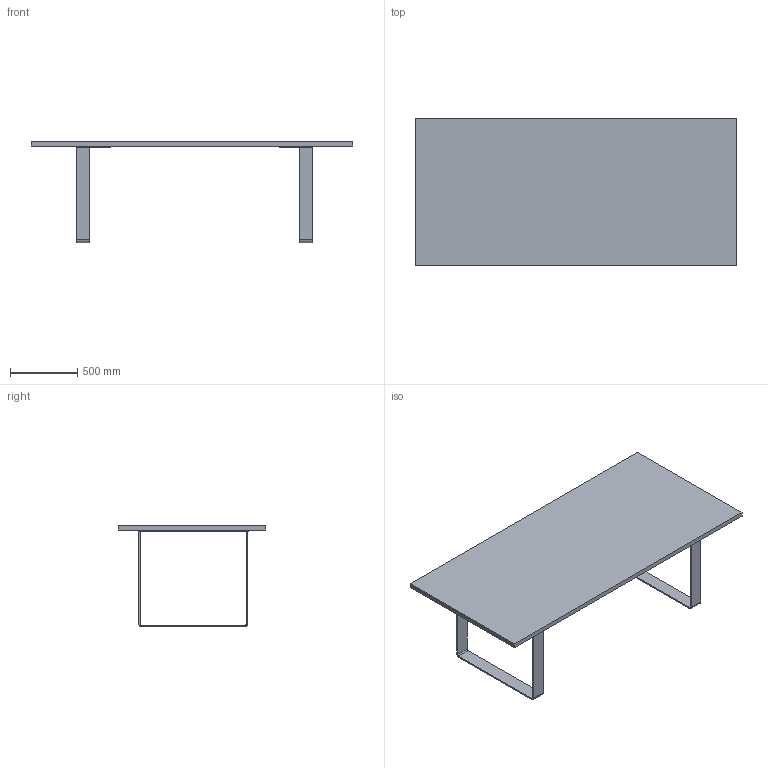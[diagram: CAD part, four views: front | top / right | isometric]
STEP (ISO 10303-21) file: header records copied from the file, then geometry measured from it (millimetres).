
FILE_DESCRIPTION(('CATIA V5 STEP Exchange'),'2;1');
FILE_NAME('Tischzusammenbau.stp','2018-08-20T19:07:37+00:00',('none'),('none'),'CATIA Version 5 Release 19 GA (IN-10)','CATIA V5 STEP AP203','none');
FILE_SCHEMA(('CONFIG_CONTROL_DESIGN'));
Length unit declared in the file: millimetre
Products named in the file (2): Tischzusammenbau; Fusszusammenbau
Assembly tree (5 placements, depth 3):
  Tischzusammenbau
    #56
    Fusszusammenbau  x2
      #237
      #796
Bounding box: 2400 x 1100 x 755 mm (x, y, z)
Volume: 99016435 mm3; surface area: 6995858.7 mm2
Topology: 5 solids, 5 shells, 166 faces, 420 edges, 264 vertices
Faces by surface type: plane 86, cylinder 80
Entity records: 2947 total; most frequent: CARTESIAN_POINT 806, ORIENTED_EDGE 432, DIRECTION 362, EDGE_CURVE 216, AXIS2_PLACEMENT_3D 138, VECTOR 136, LINE 136, VERTEX_POINT 136
